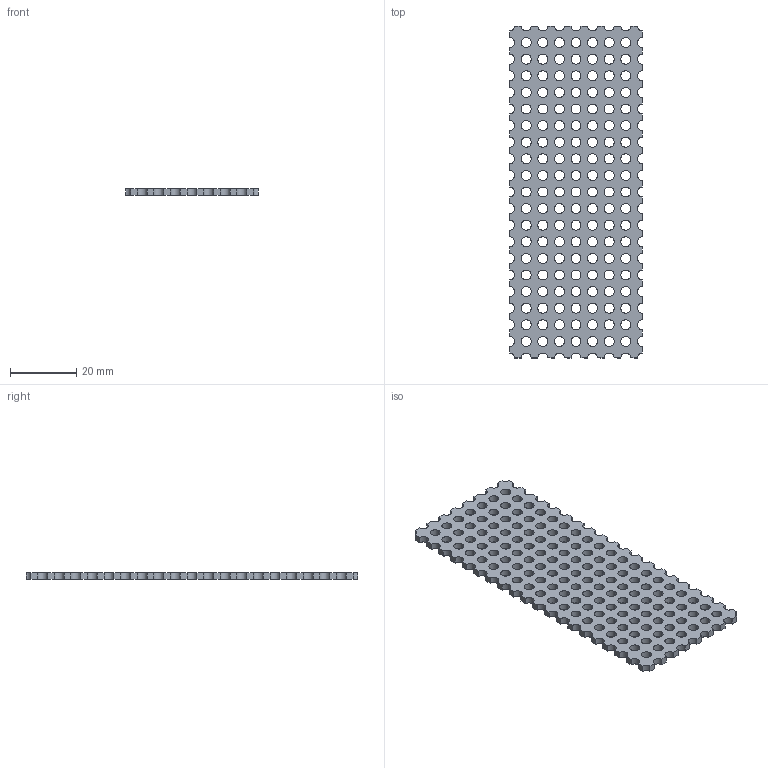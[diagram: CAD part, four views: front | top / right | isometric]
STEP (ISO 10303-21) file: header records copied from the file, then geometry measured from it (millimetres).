
FILE_DESCRIPTION (( 'STEP AP214' ), '1' );
FILE_NAME ('Board 100x40.STEP', '2022-02-11T14:11:23', ( '' ), ( '' ), 'SwSTEP 2.0', 'SolidWorks 2016', '' );
FILE_SCHEMA (( 'AUTOMOTIVE_DESIGN' ));
Length unit declared in the file: millimetre
Products named in the file (2): Board 100x40
Bounding box: 40 x 100 x 2 mm (x, y, z)
Volume: 5738.1 mm3; surface area: 8978 mm2
Topology: 1 solids, 1 shells, 399 faces, 1191 edges, 794 vertices
Faces by surface type: cylinder 341, plane 58
Entity records: 14388 total; most frequent: DIRECTION 2675, CARTESIAN_POINT 2386, ORIENTED_EDGE 2382, EDGE_CURVE 1191, AXIS2_PLACEMENT_3D 1083, VERTEX_POINT 794, CIRCLE 682, EDGE_LOOP 665
